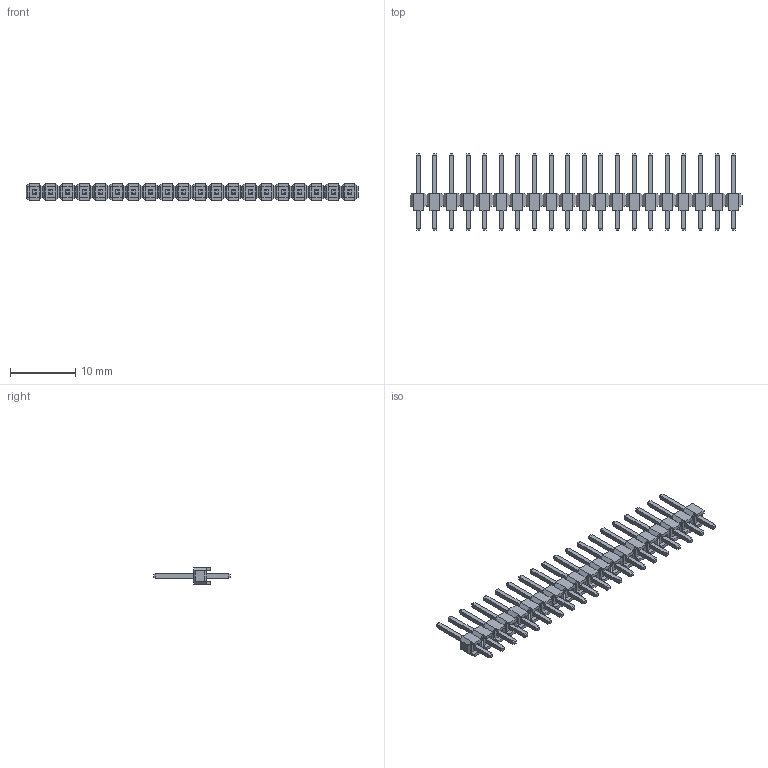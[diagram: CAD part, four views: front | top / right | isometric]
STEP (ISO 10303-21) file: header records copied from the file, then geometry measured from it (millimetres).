
FILE_DESCRIPTION(('FreeCAD Model'),'2;1');
FILE_NAME('Open CASCADE Shape Model','2025-01-09T12:58:04',(''),(''), 'Open CASCADE STEP processor 7.8','FreeCAD','Unknown');
FILE_SCHEMA(('AUTOMOTIVE_DESIGN { 1 0 10303 214 1 1 1 1 }'));
Length unit declared in the file: millimetre
Products named in the file (5): M20_999xxxx_Gold; Array; Body; Array001; Body001
Assembly tree (42 placements, depth 3):
  M20_999xxxx_Gold
    Array
      Body  x20
    Array001
      Body001  x20
Bounding box: 50.8 x 11.74 x 2.54 mm (x, y, z)
Volume: 95 mm3; surface area: 1369.2 mm2
Topology: 20 solids, 40 shells, 920 faces, 2160 edges, 1320 vertices
Faces by surface type: plane 880, bspline 40
Entity records: 1848 total; most frequent: CARTESIAN_POINT 443, DIRECTION 280, ORIENTED_EDGE 213, EDGE_CURVE 108, LINE 106, VECTOR 106, AXIS2_PLACEMENT_3D 87, VERTEX_POINT 68
